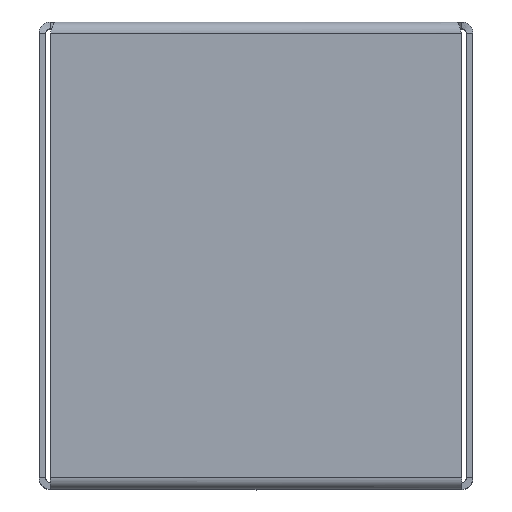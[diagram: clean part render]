
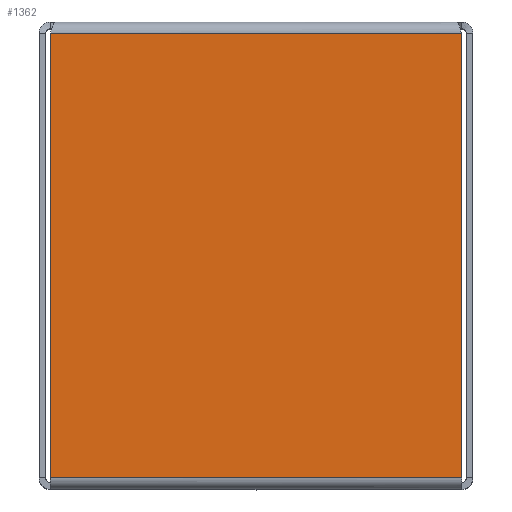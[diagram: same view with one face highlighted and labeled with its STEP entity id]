
A CAD part, top view. The second image highlights one B-rep face of the part: STEP entity #1362.
In plain terms, the highlighted planar face has unit normal (0, 0, 1).
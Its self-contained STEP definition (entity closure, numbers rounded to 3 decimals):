
#178 = VECTOR ( 'NONE', #1498, 1000. ) ;
#207 = CARTESIAN_POINT ( 'NONE',  ( 30.793, 68.263, 32.5 ) ) ;
#222 = LINE ( 'NONE', #2615, #2582 ) ;
#250 = EDGE_CURVE ( 'NONE', #2338, #1180, #222, .T. ) ;
#344 = CARTESIAN_POINT ( 'NONE',  ( -30.793, 1.737, 32.5 ) ) ;
#397 = ORIENTED_EDGE ( 'NONE', *, *, #250, .T. ) ;
#476 = CARTESIAN_POINT ( 'NONE',  ( -30.793, 68.263, 32.5 ) ) ;
#531 = ORIENTED_EDGE ( 'NONE', *, *, #932, .T. ) ;
#545 = CARTESIAN_POINT ( 'NONE',  ( 30.793, 1., 32.5 ) ) ;
#585 = ORIENTED_EDGE ( 'NONE', *, *, #2551, .T. ) ;
#692 = VECTOR ( 'NONE', #2033, 1000. ) ;
#761 = ORIENTED_EDGE ( 'NONE', *, *, #2694, .F. ) ;
#821 = PLANE ( 'NONE',  #1307 ) ;
#862 = DIRECTION ( 'NONE',  ( 1., 0., 0. ) ) ;
#932 = EDGE_CURVE ( 'NONE', #2158, #2338, #1513, .T. ) ;
#966 = VECTOR ( 'NONE', #862, 1000. ) ;
#1138 = CARTESIAN_POINT ( 'NONE',  ( 30.793, 68.263, 32.5 ) ) ;
#1180 = VERTEX_POINT ( 'NONE', #344 ) ;
#1307 = AXIS2_PLACEMENT_3D ( 'NONE', #2806, #1907, #2574 ) ;
#1362 = ADVANCED_FACE ( 'NONE', ( #2352 ), #821, .T. ) ;
#1415 = LINE ( 'NONE', #545, #692 ) ;
#1498 = DIRECTION ( 'NONE',  ( -1., 0., 0. ) ) ;
#1513 = LINE ( 'NONE', #207, #178 ) ;
#1652 = VERTEX_POINT ( 'NONE', #2682 ) ;
#1907 = DIRECTION ( 'NONE',  ( 0., 0., 1. ) ) ;
#2033 = DIRECTION ( 'NONE',  ( 0., -1., 0. ) ) ;
#2158 = VERTEX_POINT ( 'NONE', #1138 ) ;
#2198 = CARTESIAN_POINT ( 'NONE',  ( 0., 1.737, 32.5 ) ) ;
#2338 = VERTEX_POINT ( 'NONE', #476 ) ;
#2352 = FACE_OUTER_BOUND ( 'NONE', #2449, .T. ) ;
#2409 = LINE ( 'NONE', #2198, #966 ) ;
#2449 = EDGE_LOOP ( 'NONE', ( #761, #531, #397, #585 ) ) ;
#2551 = EDGE_CURVE ( 'NONE', #1180, #1652, #2409, .T. ) ;
#2574 = DIRECTION ( 'NONE',  ( 1., 0., 0. ) ) ;
#2582 = VECTOR ( 'NONE', #2807, 1000. ) ;
#2615 = CARTESIAN_POINT ( 'NONE',  ( -30.793, 0., 32.5 ) ) ;
#2682 = CARTESIAN_POINT ( 'NONE',  ( 30.793, 1.737, 32.5 ) ) ;
#2694 = EDGE_CURVE ( 'NONE', #2158, #1652, #1415, .T. ) ;
#2806 = CARTESIAN_POINT ( 'NONE',  ( 0., 0., 32.5 ) ) ;
#2807 = DIRECTION ( 'NONE',  ( 0., -1., 0. ) ) ;
